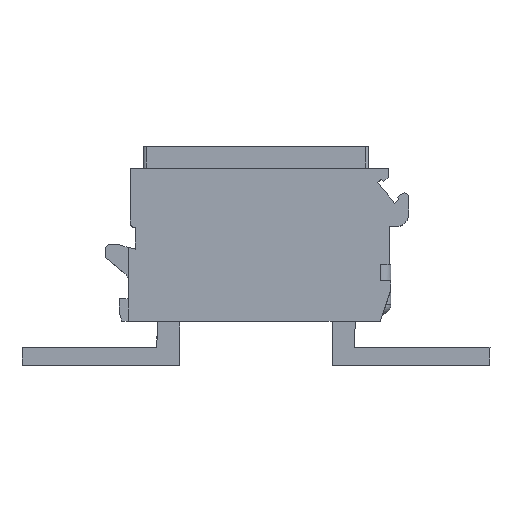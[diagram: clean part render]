
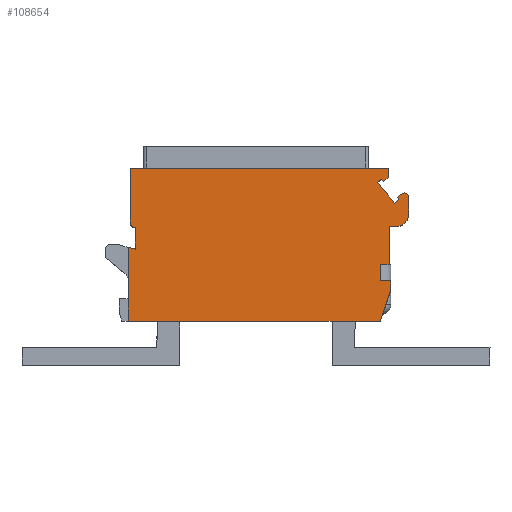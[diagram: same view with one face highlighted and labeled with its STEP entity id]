
A CAD part, top view. The second image highlights one B-rep face of the part: STEP entity #108654.
In plain terms, the highlighted planar face has unit normal (0, 0, 1).
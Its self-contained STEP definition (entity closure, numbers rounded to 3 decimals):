
#91097=DIRECTION('',(0.,-1.,0.));
#91098=VECTOR('',#91097,8.205);
#91099=CARTESIAN_POINT('',(-14.2,5.109,7.));
#91100=LINE('',#91099,#91098);
#91209=DIRECTION('',(-0.966,0.259,0.));
#91210=VECTOR('',#91209,0.828);
#91211=CARTESIAN_POINT('',(-13.4,4.894,7.));
#91212=LINE('',#91211,#91210);
#91213=DIRECTION('',(0.,-1.,0.));
#91214=VECTOR('',#91213,2.409);
#91215=CARTESIAN_POINT('',(-13.4,7.303,7.));
#91216=LINE('',#91215,#91214);
#91217=DIRECTION('',(1.,0.,0.));
#91218=VECTOR('',#91217,0.1);
#91219=CARTESIAN_POINT('',(-13.5,7.303,7.));
#91220=LINE('',#91219,#91218);
#91221=CARTESIAN_POINT('',(-13.5,7.803,7.));
#91222=DIRECTION('',(0.,0.,1.));
#91223=DIRECTION('',(-1.,0.,0.));
#91224=AXIS2_PLACEMENT_3D('',#91221,#91222,#91223);
#91226=DIRECTION('',(0.,-1.,0.));
#91227=VECTOR('',#91226,6.1);
#91228=CARTESIAN_POINT('',(-14.,13.903,7.));
#91229=LINE('',#91228,#91227);
#91230=DIRECTION('',(-1.,0.,0.));
#91231=VECTOR('',#91230,28.7);
#91232=CARTESIAN_POINT('',(14.7,13.903,7.));
#91233=LINE('',#91232,#91231);
#91234=DIRECTION('',(0.,-1.,0.));
#91235=VECTOR('',#91234,0.985);
#91236=CARTESIAN_POINT('',(14.7,13.903,7.));
#91237=LINE('',#91236,#91235);
#91238=DIRECTION('',(-0.766,-0.643,0.));
#91239=VECTOR('',#91238,0.715);
#91240=CARTESIAN_POINT('',(14.7,12.919,7.));
#91241=LINE('',#91240,#91239);
#91242=DIRECTION('',(-0.643,0.766,0.));
#91243=VECTOR('',#91242,0.3);
#91244=CARTESIAN_POINT('',(14.152,12.459,7.));
#91245=LINE('',#91244,#91243);
#91246=DIRECTION('',(-0.766,-0.643,0.));
#91247=VECTOR('',#91246,0.6);
#91248=CARTESIAN_POINT('',(13.96,12.689,7.));
#91249=LINE('',#91248,#91247);
#91250=DIRECTION('',(0.643,-0.766,0.));
#91251=VECTOR('',#91250,3.);
#91252=CARTESIAN_POINT('',(13.5,12.303,7.));
#91253=LINE('',#91252,#91251);
#91254=DIRECTION('',(0.766,0.643,0.));
#91255=VECTOR('',#91254,0.6);
#91256=CARTESIAN_POINT('',(15.428,10.005,7.));
#91257=LINE('',#91256,#91255);
#91258=DIRECTION('',(-0.643,0.766,0.));
#91259=VECTOR('',#91258,0.3);
#91260=CARTESIAN_POINT('',(15.888,10.391,7.));
#91261=LINE('',#91260,#91259);
#91262=DIRECTION('',(0.766,0.643,0.));
#91263=VECTOR('',#91262,0.631);
#91264=CARTESIAN_POINT('',(15.695,10.621,7.));
#91265=LINE('',#91264,#91263);
#91266=DIRECTION('',(0.,1.,0.));
#91267=VECTOR('',#91266,1.74);
#91268=CARTESIAN_POINT('',(17.,8.903,7.));
#91269=LINE('',#91268,#91267);
#91270=CARTESIAN_POINT('',(15.5,8.903,7.));
#91271=DIRECTION('',(0.,0.,1.));
#91272=DIRECTION('',(0.,-1.,0.));
#91273=AXIS2_PLACEMENT_3D('',#91270,#91271,#91272);
#91275=DIRECTION('',(1.,0.,0.));
#91276=VECTOR('',#91275,0.7);
#91277=CARTESIAN_POINT('',(14.8,7.403,7.));
#91278=LINE('',#91277,#91276);
#91279=DIRECTION('',(0.,1.,0.));
#91280=VECTOR('',#91279,4.2);
#91281=CARTESIAN_POINT('',(14.8,3.203,7.));
#91282=LINE('',#91281,#91280);
#91283=DIRECTION('',(1.,0.,0.));
#91284=VECTOR('',#91283,1.);
#91285=CARTESIAN_POINT('',(13.8,3.203,7.));
#91286=LINE('',#91285,#91284);
#91287=DIRECTION('',(0.,1.,0.));
#91288=VECTOR('',#91287,1.8);
#91289=CARTESIAN_POINT('',(13.8,1.403,7.));
#91290=LINE('',#91289,#91288);
#91291=DIRECTION('',(-1.,0.,0.));
#91292=VECTOR('',#91291,1.2);
#91293=CARTESIAN_POINT('',(15.,1.403,7.));
#91294=LINE('',#91293,#91292);
#91295=DIRECTION('',(0.,1.,0.));
#91296=VECTOR('',#91295,1.);
#91297=CARTESIAN_POINT('',(15.,0.403,7.));
#91298=LINE('',#91297,#91296);
#91299=DIRECTION('',(0.324,0.946,0.));
#91300=VECTOR('',#91299,3.7);
#91301=CARTESIAN_POINT('',(13.8,-3.097,7.));
#91302=LINE('',#91301,#91300);
#91303=DIRECTION('',(1.,0.,0.));
#91304=VECTOR('',#91303,28.);
#91305=CARTESIAN_POINT('',(-14.2,-3.097,7.));
#91306=LINE('',#91305,#91304);
#91339=CARTESIAN_POINT('',(16.5,10.643,7.));
#91340=DIRECTION('',(0.,0.,1.));
#91341=DIRECTION('',(1.,0.,0.));
#91342=AXIS2_PLACEMENT_3D('',#91339,#91340,#91341);
#103076=CARTESIAN_POINT('',(13.8,-3.097,7.));
#103077=CARTESIAN_POINT('',(15.,0.403,7.));
#103078=VERTEX_POINT('',#103076);
#103079=VERTEX_POINT('',#103077);
#103080=CARTESIAN_POINT('',(15.,1.403,7.));
#103081=VERTEX_POINT('',#103080);
#103082=CARTESIAN_POINT('',(13.8,1.403,7.));
#103083=VERTEX_POINT('',#103082);
#103084=CARTESIAN_POINT('',(13.8,3.203,7.));
#103085=VERTEX_POINT('',#103084);
#103086=CARTESIAN_POINT('',(14.8,3.203,7.));
#103087=VERTEX_POINT('',#103086);
#103088=CARTESIAN_POINT('',(14.8,7.403,7.));
#103089=VERTEX_POINT('',#103088);
#103090=CARTESIAN_POINT('',(15.5,7.403,7.));
#103091=VERTEX_POINT('',#103090);
#103094=CARTESIAN_POINT('',(17.,8.903,7.));
#103095=VERTEX_POINT('',#103094);
#103106=CARTESIAN_POINT('',(-14.,13.903,7.));
#103107=CARTESIAN_POINT('',(-14.,7.803,7.));
#103108=VERTEX_POINT('',#103106);
#103109=VERTEX_POINT('',#103107);
#103110=CARTESIAN_POINT('',(-13.5,7.303,7.));
#103111=VERTEX_POINT('',#103110);
#103112=CARTESIAN_POINT('',(-13.4,7.303,7.));
#103113=VERTEX_POINT('',#103112);
#103114=CARTESIAN_POINT('',(-13.4,4.894,7.));
#103115=VERTEX_POINT('',#103114);
#103132=CARTESIAN_POINT('',(14.7,13.903,7.));
#103133=CARTESIAN_POINT('',(14.7,12.919,7.));
#103134=VERTEX_POINT('',#103132);
#103135=VERTEX_POINT('',#103133);
#103136=CARTESIAN_POINT('',(14.152,12.459,7.));
#103137=VERTEX_POINT('',#103136);
#103138=CARTESIAN_POINT('',(13.96,12.689,7.));
#103139=VERTEX_POINT('',#103138);
#103140=CARTESIAN_POINT('',(13.5,12.303,7.));
#103141=VERTEX_POINT('',#103140);
#103142=CARTESIAN_POINT('',(15.428,10.005,7.));
#103143=VERTEX_POINT('',#103142);
#103144=CARTESIAN_POINT('',(15.888,10.391,7.));
#103145=VERTEX_POINT('',#103144);
#103146=CARTESIAN_POINT('',(15.695,10.621,7.));
#103147=VERTEX_POINT('',#103146);
#103149=CARTESIAN_POINT('',(17.,10.643,7.));
#103151=VERTEX_POINT('',#103149);
#103152=CARTESIAN_POINT('',(16.179,11.026,7.));
#103153=VERTEX_POINT('',#103152);
#103156=CARTESIAN_POINT('',(-14.2,-3.097,7.));
#103158=VERTEX_POINT('',#103156);
#103168=CARTESIAN_POINT('',(-14.2,5.109,7.));
#103170=VERTEX_POINT('',#103168);
#108603=CARTESIAN_POINT('',(0.1,-3.097,7.));
#108604=DIRECTION('',(0.,0.,1.));
#108605=DIRECTION('',(1.,0.,0.));
#108606=AXIS2_PLACEMENT_3D('',#108603,#108604,#108605);
#108607=PLANE('',#108606);
#108608=ORIENTED_EDGE('',*,*,#108408,.F.);
#108609=ORIENTED_EDGE('',*,*,#108439,.F.);
#108610=ORIENTED_EDGE('',*,*,#108556,.F.);
#108611=ORIENTED_EDGE('',*,*,#108570,.F.);
#108612=ORIENTED_EDGE('',*,*,#108584,.F.);
#108613=ORIENTED_EDGE('',*,*,#108597,.F.);
#108614=ORIENTED_EDGE('',*,*,#108293,.F.);
#108615=ORIENTED_EDGE('',*,*,#108328,.T.);
#108617=ORIENTED_EDGE('',*,*,#108616,.T.);
#108619=ORIENTED_EDGE('',*,*,#108618,.T.);
#108621=ORIENTED_EDGE('',*,*,#108620,.T.);
#108623=ORIENTED_EDGE('',*,*,#108622,.T.);
#108625=ORIENTED_EDGE('',*,*,#108624,.T.);
#108627=ORIENTED_EDGE('',*,*,#108626,.T.);
#108629=ORIENTED_EDGE('',*,*,#108628,.T.);
#108631=ORIENTED_EDGE('',*,*,#108630,.F.);
#108633=ORIENTED_EDGE('',*,*,#108632,.F.);
#108635=ORIENTED_EDGE('',*,*,#108634,.F.);
#108637=ORIENTED_EDGE('',*,*,#108636,.F.);
#108639=ORIENTED_EDGE('',*,*,#108638,.F.);
#108641=ORIENTED_EDGE('',*,*,#108640,.F.);
#108643=ORIENTED_EDGE('',*,*,#108642,.F.);
#108645=ORIENTED_EDGE('',*,*,#108644,.F.);
#108647=ORIENTED_EDGE('',*,*,#108646,.F.);
#108649=ORIENTED_EDGE('',*,*,#108648,.F.);
#108651=ORIENTED_EDGE('',*,*,#108650,.F.);
#108652=EDGE_LOOP('',(#108608,#108609,#108610,#108611,#108612,#108613,#108614,
#108615,#108617,#108619,#108621,#108623,#108625,#108627,#108629,#108631,#108633,
#108635,#108637,#108639,#108641,#108643,#108645,#108647,#108649,#108651));
#108653=FACE_OUTER_BOUND('',#108652,.F.);
#108654=ADVANCED_FACE('',(#108653),#108607,.T.);
#91225=CIRCLE('',#91224,0.5);
#91274=CIRCLE('',#91273,1.5);
#91343=CIRCLE('',#91342,0.5);
#108293=EDGE_CURVE('',#103134,#103108,#91233,.T.);
#108328=EDGE_CURVE('',#103134,#103135,#91237,.T.);
#108408=EDGE_CURVE('',#103170,#103158,#91100,.T.);
#108439=EDGE_CURVE('',#103115,#103170,#91212,.T.);
#108556=EDGE_CURVE('',#103113,#103115,#91216,.T.);
#108570=EDGE_CURVE('',#103111,#103113,#91220,.T.);
#108584=EDGE_CURVE('',#103109,#103111,#91225,.T.);
#108597=EDGE_CURVE('',#103108,#103109,#91229,.T.);
#108616=EDGE_CURVE('',#103135,#103137,#91241,.T.);
#108618=EDGE_CURVE('',#103137,#103139,#91245,.T.);
#108620=EDGE_CURVE('',#103139,#103141,#91249,.T.);
#108622=EDGE_CURVE('',#103141,#103143,#91253,.T.);
#108624=EDGE_CURVE('',#103143,#103145,#91257,.T.);
#108626=EDGE_CURVE('',#103145,#103147,#91261,.T.);
#108628=EDGE_CURVE('',#103147,#103153,#91265,.T.);
#108630=EDGE_CURVE('',#103151,#103153,#91343,.T.);
#108632=EDGE_CURVE('',#103095,#103151,#91269,.T.);
#108634=EDGE_CURVE('',#103091,#103095,#91274,.T.);
#108636=EDGE_CURVE('',#103089,#103091,#91278,.T.);
#108638=EDGE_CURVE('',#103087,#103089,#91282,.T.);
#108640=EDGE_CURVE('',#103085,#103087,#91286,.T.);
#108642=EDGE_CURVE('',#103083,#103085,#91290,.T.);
#108644=EDGE_CURVE('',#103081,#103083,#91294,.T.);
#108646=EDGE_CURVE('',#103079,#103081,#91298,.T.);
#108648=EDGE_CURVE('',#103078,#103079,#91302,.T.);
#108650=EDGE_CURVE('',#103158,#103078,#91306,.T.);
